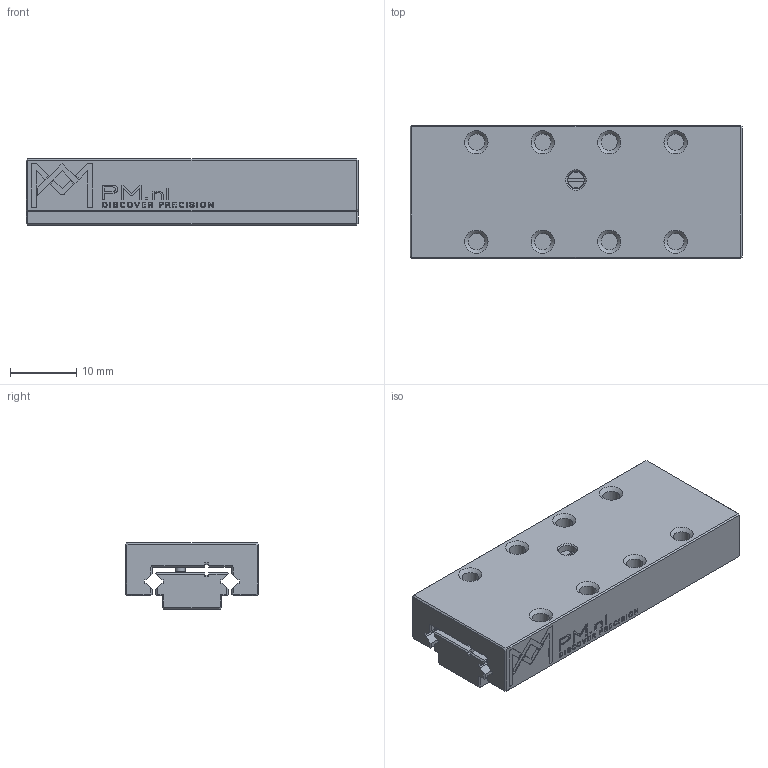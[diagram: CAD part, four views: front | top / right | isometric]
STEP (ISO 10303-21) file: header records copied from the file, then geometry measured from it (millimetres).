
FILE_DESCRIPTION(/* description */ (''),/* implementation_level */ '2;1');
FILE_NAME(/* name */ 'MSR 9-50.stp',/* time_stamp */ '2024-09-23T13:57:41+02:00',/* author */ (''),/* organization */ (''),/* preprocessor_version */ 'ST-DEVELOPER v16.7',/* originating_system */ 'SIEMENS PLM Software NX 12.0',/* authorisation */ '');
FILE_SCHEMA (('AUTOMOTIVE_DESIGN { 1 0 10303 214 3 1 1 1 }'));
Length unit declared in the file: millimetre
Products named in the file (1): 046142_A_15-Slide MSR 9-50 Assy_stp
Bounding box: 50 x 20 x 10 mm (x, y, z)
Volume: 7483 mm3; surface area: 5961.5 mm2
Topology: 3 solids, 3 shells, 1371 faces, 3836 edges, 2549 vertices
Faces by surface type: plane 1142, bspline 180, cone 28, cylinder 21
Full cylindrical faces by diameter (mm): 1.5 x2, 1.6 x1, 2 x1, 2.5 x9, 2.7 x1, 3.3 x3, 6 x2
Entity records: 48082 total; most frequent: CARTESIAN_POINT 10207, ORIENTED_EDGE 7564, DIRECTION 5888, EDGE_CURVE 3782, LINE 3316, VECTOR 3316, VERTEX_POINT 2533, EDGE_LOOP 1492
